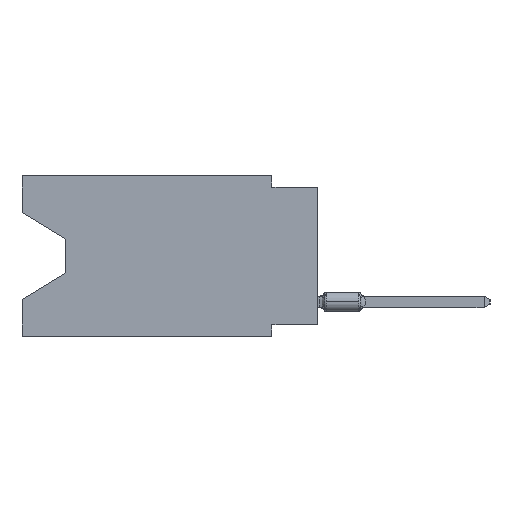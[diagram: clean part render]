
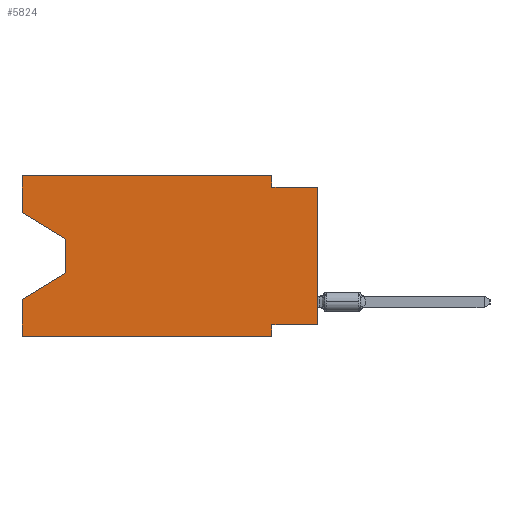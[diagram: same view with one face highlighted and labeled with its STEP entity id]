
A CAD part, left-side view. The second image highlights one B-rep face of the part: STEP entity #5824.
In plain terms, the highlighted planar face has unit normal (-1, 0, 0).
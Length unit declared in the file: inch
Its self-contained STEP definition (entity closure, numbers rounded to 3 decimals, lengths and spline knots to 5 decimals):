
#47 = EDGE_CURVE ( 'NONE', #19453, #8352, #28697, .T. ) ;
#401 = EDGE_CURVE ( 'NONE', #11289, #13659, #22948, .T. ) ;
#1067 = CARTESIAN_POINT ( 'NONE',  ( 0., 0.645, -0.35 ) ) ;
#1100 = VERTEX_POINT ( 'NONE', #2139 ) ;
#1254 = LINE ( 'NONE', #4588, #19717 ) ;
#2139 = CARTESIAN_POINT ( 'NONE',  ( 0., 0.645, 0. ) ) ;
#2157 = VECTOR ( 'NONE', #24930, 39.37008 ) ;
#2379 = LINE ( 'NONE', #7575, #2157 ) ;
#2516 = EDGE_CURVE ( 'NONE', #30224, #21835, #10932, .T. ) ;
#2531 = VECTOR ( 'NONE', #3455, 39.37008 ) ;
#2654 = LINE ( 'NONE', #12695, #17031 ) ;
#2908 = ORIENTED_EDGE ( 'NONE', *, *, #2516, .T. ) ;
#3455 = DIRECTION ( 'NONE',  ( 0., 0., -1. ) ) ;
#3561 = VERTEX_POINT ( 'NONE', #11611 ) ;
#3814 = DIRECTION ( 'NONE',  ( 0., -1., 0. ) ) ;
#4018 = DIRECTION ( 'NONE',  ( 0., 0., 1. ) ) ;
#4076 = CARTESIAN_POINT ( 'NONE',  ( 0., 0.1, 0. ) ) ;
#4236 = ORIENTED_EDGE ( 'NONE', *, *, #21363, .F. ) ;
#4588 = CARTESIAN_POINT ( 'NONE',  ( 0., 0., -0.025 ) ) ;
#5042 = DIRECTION ( 'NONE',  ( 0., -0.855, -0.519 ) ) ;
#5257 = EDGE_LOOP ( 'NONE', ( #9845, #2908, #5659, #17243, #30402, #29578, #18273, #6305, #8830, #4236, #19159, #25744 ) ) ;
#5659 = ORIENTED_EDGE ( 'NONE', *, *, #27778, .T. ) ;
#5824 = ADVANCED_FACE ( 'NONE', ( #8709 ), #18606, .F. ) ;
#6194 = LINE ( 'NONE', #4076, #12944 ) ;
#6305 = ORIENTED_EDGE ( 'NONE', *, *, #13943, .T. ) ;
#6397 = VERTEX_POINT ( 'NONE', #19322 ) ;
#6824 = VERTEX_POINT ( 'NONE', #9234 ) ;
#7575 = CARTESIAN_POINT ( 'NONE',  ( 0., 0.645, 0. ) ) ;
#7657 = CARTESIAN_POINT ( 'NONE',  ( 0., 0.55, -0.138 ) ) ;
#8352 = VERTEX_POINT ( 'NONE', #27960 ) ;
#8399 = DIRECTION ( 'NONE',  ( 0., 0., -1. ) ) ;
#8678 = CARTESIAN_POINT ( 'NONE',  ( 0., 0.1, -0.025 ) ) ;
#8709 = FACE_OUTER_BOUND ( 'NONE', #5257, .T. ) ;
#8830 = ORIENTED_EDGE ( 'NONE', *, *, #22155, .F. ) ;
#9234 = CARTESIAN_POINT ( 'NONE',  ( 0., 0.1, 0. ) ) ;
#9845 = ORIENTED_EDGE ( 'NONE', *, *, #31584, .T. ) ;
#10185 = VERTEX_POINT ( 'NONE', #8678 ) ;
#10704 = VECTOR ( 'NONE', #16388, 39.37008 ) ;
#10932 = LINE ( 'NONE', #21132, #2531 ) ;
#11017 = LINE ( 'NONE', #18303, #28412 ) ;
#11289 = VERTEX_POINT ( 'NONE', #25111 ) ;
#11457 = VECTOR ( 'NONE', #16038, 39.37008 ) ;
#11510 = EDGE_CURVE ( 'NONE', #11289, #6397, #21514, .T. ) ;
#11611 = CARTESIAN_POINT ( 'NONE',  ( 0., 0.645, -0.08025 ) ) ;
#12695 = CARTESIAN_POINT ( 'NONE',  ( 0., 0.645, 0. ) ) ;
#12944 = VECTOR ( 'NONE', #21564, 39.37008 ) ;
#12963 = DIRECTION ( 'NONE',  ( 0., 0.855, -0.519 ) ) ;
#13095 = CARTESIAN_POINT ( 'NONE',  ( 0., 0.645, 0. ) ) ;
#13659 = VERTEX_POINT ( 'NONE', #19981 ) ;
#13758 = CARTESIAN_POINT ( 'NONE',  ( 0., 0.55, -0.212 ) ) ;
#13943 = EDGE_CURVE ( 'NONE', #19453, #32021, #28727, .T. ) ;
#14092 = CARTESIAN_POINT ( 'NONE',  ( 0., 0., -0.325 ) ) ;
#15629 = VECTOR ( 'NONE', #5042, 39.37008 ) ;
#15718 = CARTESIAN_POINT ( 'NONE',  ( 0., 0.1, -0.35 ) ) ;
#16038 = DIRECTION ( 'NONE',  ( 0., 0., -1. ) ) ;
#16388 = DIRECTION ( 'NONE',  ( 0., 0., 1. ) ) ;
#17031 = VECTOR ( 'NONE', #17242, 39.37008 ) ;
#17204 = CARTESIAN_POINT ( 'NONE',  ( 0., 0.645, -0.08025 ) ) ;
#17243 = ORIENTED_EDGE ( 'NONE', *, *, #11510, .F. ) ;
#17242 = DIRECTION ( 'NONE',  ( 0., -1., 0. ) ) ;
#17958 = VECTOR ( 'NONE', #4018, 39.37008 ) ;
#18273 = ORIENTED_EDGE ( 'NONE', *, *, #47, .F. ) ;
#18303 = CARTESIAN_POINT ( 'NONE',  ( 0., 0.55, -0.212 ) ) ;
#18606 = PLANE ( 'NONE',  #31202 ) ;
#19159 = ORIENTED_EDGE ( 'NONE', *, *, #19378, .F. ) ;
#19322 = CARTESIAN_POINT ( 'NONE',  ( 0., 0.645, -0.26975 ) ) ;
#19378 = EDGE_CURVE ( 'NONE', #1100, #6824, #2654, .T. ) ;
#19453 = VERTEX_POINT ( 'NONE', #27936 ) ;
#19717 = VECTOR ( 'NONE', #21936, 39.37008 ) ;
#19981 = CARTESIAN_POINT ( 'NONE',  ( 0., 0.1, -0.35 ) ) ;
#21132 = CARTESIAN_POINT ( 'NONE',  ( 0., 0.55, -0.138 ) ) ;
#21363 = EDGE_CURVE ( 'NONE', #6824, #10185, #6194, .T. ) ;
#21514 = LINE ( 'NONE', #31403, #17958 ) ;
#21564 = DIRECTION ( 'NONE',  ( 0., 0., -1. ) ) ;
#21835 = VERTEX_POINT ( 'NONE', #13758 ) ;
#21936 = DIRECTION ( 'NONE',  ( 0., -1., 0. ) ) ;
#22155 = EDGE_CURVE ( 'NONE', #10185, #32021, #1254, .T. ) ;
#22789 = VECTOR ( 'NONE', #3814, 39.37008 ) ;
#22948 = LINE ( 'NONE', #1067, #22789 ) ;
#23833 = DIRECTION ( 'NONE',  ( 0., 1., 0. ) ) ;
#24892 = VECTOR ( 'NONE', #23833, 39.37008 ) ;
#24930 = DIRECTION ( 'NONE',  ( 0., 0., 1. ) ) ;
#25106 = CARTESIAN_POINT ( 'NONE',  ( 0., 0., -0.025 ) ) ;
#25111 = CARTESIAN_POINT ( 'NONE',  ( 0., 0.645, -0.35 ) ) ;
#25461 = LINE ( 'NONE', #15718, #11457 ) ;
#25744 = ORIENTED_EDGE ( 'NONE', *, *, #30974, .F. ) ;
#26759 = CARTESIAN_POINT ( 'NONE',  ( 0., 0., 0. ) ) ;
#27249 = LINE ( 'NONE', #17204, #15629 ) ;
#27778 = EDGE_CURVE ( 'NONE', #21835, #6397, #11017, .T. ) ;
#27936 = CARTESIAN_POINT ( 'NONE',  ( 0., 0., -0.325 ) ) ;
#27960 = CARTESIAN_POINT ( 'NONE',  ( 0., 0.1, -0.325 ) ) ;
#28412 = VECTOR ( 'NONE', #12963, 39.37008 ) ;
#28495 = DIRECTION ( 'NONE',  ( 1., 0., 0. ) ) ;
#28697 = LINE ( 'NONE', #14092, #24892 ) ;
#28727 = LINE ( 'NONE', #26759, #10704 ) ;
#29578 = ORIENTED_EDGE ( 'NONE', *, *, #30680, .F. ) ;
#30224 = VERTEX_POINT ( 'NONE', #7657 ) ;
#30402 = ORIENTED_EDGE ( 'NONE', *, *, #401, .T. ) ;
#30680 = EDGE_CURVE ( 'NONE', #8352, #13659, #25461, .T. ) ;
#30974 = EDGE_CURVE ( 'NONE', #3561, #1100, #2379, .T. ) ;
#31202 = AXIS2_PLACEMENT_3D ( 'NONE', #13095, #28495, #8399 ) ;
#31403 = CARTESIAN_POINT ( 'NONE',  ( 0., 0.645, 0. ) ) ;
#31584 = EDGE_CURVE ( 'NONE', #3561, #30224, #27249, .T. ) ;
#32021 = VERTEX_POINT ( 'NONE', #25106 ) ;
